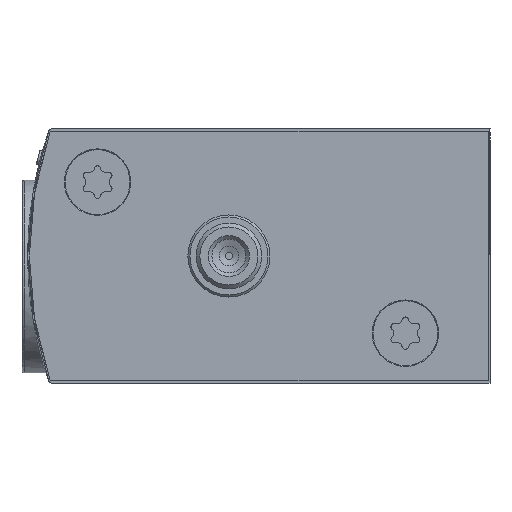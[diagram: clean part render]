
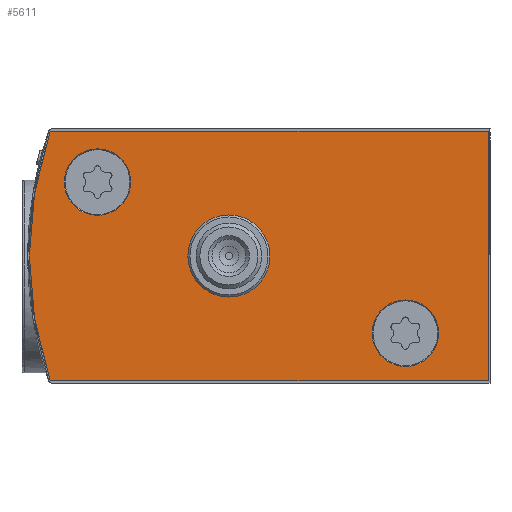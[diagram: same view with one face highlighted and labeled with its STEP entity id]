
A CAD part, left-side view. The second image highlights one B-rep face of the part: STEP entity #5611.
In plain terms, the highlighted planar face has unit normal (-1, 0, 0).
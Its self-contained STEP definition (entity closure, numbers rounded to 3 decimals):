
#572=LINE('',#10171,#1057);
#580=LINE('',#10205,#1065);
#586=LINE('',#10222,#1071);
#1057=VECTOR('',#8367,1000.);
#1065=VECTOR('',#8399,1000.);
#1071=VECTOR('',#8415,1000.);
#2299=ORIENTED_EDGE('',*,*,#3341,.F.);
#2300=ORIENTED_EDGE('',*,*,#3342,.T.);
#2301=ORIENTED_EDGE('',*,*,#3343,.T.);
#2302=ORIENTED_EDGE('',*,*,#3302,.F.);
#2303=ORIENTED_EDGE('',*,*,#3235,.F.);
#2304=ORIENTED_EDGE('',*,*,#3337,.F.);
#2305=ORIENTED_EDGE('',*,*,#3334,.F.);
#2306=ORIENTED_EDGE('',*,*,#3324,.F.);
#2307=ORIENTED_EDGE('',*,*,#3305,.F.);
#3235=EDGE_CURVE('',#3865,#3866,#4217,.T.);
#3302=EDGE_CURVE('',#3866,#3925,#4254,.T.);
#3305=EDGE_CURVE('',#3925,#3927,#572,.T.);
#3324=EDGE_CURVE('',#3927,#3941,#580,.T.);
#3334=EDGE_CURVE('',#3941,#3947,#586,.T.);
#3337=EDGE_CURVE('',#3947,#3865,#4271,.T.);
#3341=EDGE_CURVE('',#3951,#3951,#4275,.F.);
#3342=EDGE_CURVE('',#3952,#3952,#4276,.T.);
#3343=EDGE_CURVE('',#3953,#3953,#4277,.T.);
#3865=VERTEX_POINT('',#10026);
#3866=VERTEX_POINT('',#10027);
#3925=VERTEX_POINT('',#10166);
#3927=VERTEX_POINT('',#10172);
#3941=VERTEX_POINT('',#10206);
#3947=VERTEX_POINT('',#10223);
#3951=VERTEX_POINT('',#10237);
#3952=VERTEX_POINT('',#10239);
#3953=VERTEX_POINT('',#10241);
#4217=CIRCLE('',#6924,46.5);
#4254=CIRCLE('',#6974,0.2);
#4271=CIRCLE('',#6995,0.2);
#4275=CIRCLE('',#7001,5.);
#4276=CIRCLE('',#7002,4.05);
#4277=CIRCLE('',#7003,4.05);
#4618=EDGE_LOOP('',(#2299));
#4619=EDGE_LOOP('',(#2300));
#4620=EDGE_LOOP('',(#2301));
#4621=EDGE_LOOP('',(#2302,#2303,#2304,#2305,#2306,#2307));
#5058=FACE_BOUND('',#4618,.T.);
#5059=FACE_BOUND('',#4619,.T.);
#5060=FACE_BOUND('',#4620,.T.);
#5061=FACE_BOUND('',#4621,.T.);
#5339=PLANE('',#7000);
#5611=ADVANCED_FACE('',(#5058,#5059,#5060,#5061),#5339,.F.);
#6924=AXIS2_PLACEMENT_3D('',#10025,#8230,#8231);
#6974=AXIS2_PLACEMENT_3D('',#10165,#8360,#8361);
#6995=AXIS2_PLACEMENT_3D('',#10228,#8420,#8421);
#7000=AXIS2_PLACEMENT_3D('',#10235,#8430,#8431);
#7001=AXIS2_PLACEMENT_3D('',#10236,#8432,#8433);
#7002=AXIS2_PLACEMENT_3D('',#10238,#8434,#8435);
#7003=AXIS2_PLACEMENT_3D('',#10240,#8436,#8437);
#8230=DIRECTION('',(1.,0.,0.));
#8231=DIRECTION('',(0.,0.,-1.));
#8360=DIRECTION('',(1.,0.,0.));
#8361=DIRECTION('',(0.,0.,-1.));
#8367=DIRECTION('',(0.,-1.,0.));
#8399=DIRECTION('',(0.,0.,-1.));
#8415=DIRECTION('',(0.,1.,0.));
#8420=DIRECTION('',(1.,0.,0.));
#8421=DIRECTION('',(0.,0.,-1.));
#8430=DIRECTION('',(1.,0.,0.));
#8431=DIRECTION('',(0.,0.,-1.));
#8432=DIRECTION('',(1.,0.,0.));
#8433=DIRECTION('',(0.,0.,-1.));
#8434=DIRECTION('',(1.,0.,0.));
#8435=DIRECTION('',(0.,0.,-1.));
#8436=DIRECTION('',(1.,0.,0.));
#8437=DIRECTION('',(0.,0.,-1.));
#10025=CARTESIAN_POINT('',(0.,9.6,0.));
#10026=CARTESIAN_POINT('',(0.,53.592,-15.065));
#10027=CARTESIAN_POINT('',(0.,53.592,15.065));
#10165=CARTESIAN_POINT('',(0.,53.403,15.));
#10166=CARTESIAN_POINT('',(0.,53.403,15.2));
#10171=CARTESIAN_POINT('',(0.,53.403,15.2));
#10172=CARTESIAN_POINT('',(0.,0.2,15.2));
#10205=CARTESIAN_POINT('',(0.,0.2,15.2));
#10206=CARTESIAN_POINT('',(0.,0.2,-15.2));
#10222=CARTESIAN_POINT('',(0.,0.2,-15.2));
#10223=CARTESIAN_POINT('',(0.,53.403,-15.2));
#10228=CARTESIAN_POINT('',(0.,53.403,-15.));
#10235=CARTESIAN_POINT('',(0.,53.403,15.));
#10236=CARTESIAN_POINT('',(0.,31.8,0.));
#10237=CARTESIAN_POINT('',(0.,31.8,-5.));
#10238=CARTESIAN_POINT('',(0.,47.8,9.));
#10239=CARTESIAN_POINT('',(0.,47.8,4.95));
#10240=CARTESIAN_POINT('',(0.,10.3,-9.4));
#10241=CARTESIAN_POINT('',(0.,10.3,-13.45));
